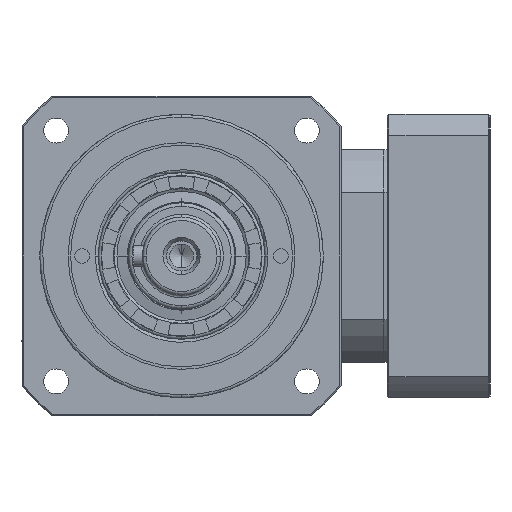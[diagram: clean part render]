
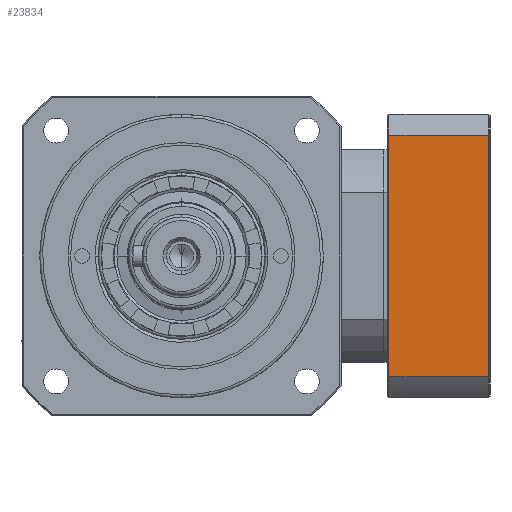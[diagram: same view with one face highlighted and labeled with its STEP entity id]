
A CAD part, left-side view. The second image highlights one B-rep face of the part: STEP entity #23834.
In plain terms, the highlighted face is planar.
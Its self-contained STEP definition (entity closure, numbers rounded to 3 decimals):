
#1921 = ORIENTED_EDGE ( 'NONE', *, *, #12718, .T. ) ;
#2473 = DIRECTION ( 'NONE',  ( 0., 0., -1. ) ) ;
#3061 = VERTEX_POINT ( 'NONE', #33171 ) ;
#3362 = CARTESIAN_POINT ( 'NONE',  ( 6., 40., 34.004 ) ) ;
#4303 = VERTEX_POINT ( 'NONE', #28200 ) ;
#5157 = AXIS2_PLACEMENT_3D ( 'NONE', #38491, #38431, #38345 ) ;
#5886 = VECTOR ( 'NONE', #41051, 1000. ) ;
#5976 = LINE ( 'NONE', #41441, #5886 ) ;
#6332 = VERTEX_POINT ( 'NONE', #9995 ) ;
#8208 = CARTESIAN_POINT ( 'NONE',  ( 34., 40., -2.966 ) ) ;
#9014 = EDGE_CURVE ( 'NONE', #3061, #24980, #13161, .T. ) ;
#9274 = CARTESIAN_POINT ( 'NONE',  ( 34., 40., 2.966 ) ) ;
#9453 = VECTOR ( 'NONE', #22031, 1000. ) ;
#9491 = LINE ( 'NONE', #22266, #9453 ) ;
#9995 = CARTESIAN_POINT ( 'NONE',  ( 6., 40., -34.004 ) ) ;
#11756 = EDGE_CURVE ( 'NONE', #24980, #25050, #31076, .T. ) ;
#12718 = EDGE_CURVE ( 'NONE', #25050, #4303, #25913, .T. ) ;
#13161 = LINE ( 'NONE', #26924, #13345 ) ;
#13345 = VECTOR ( 'NONE', #25498, 1000. ) ;
#13771 = ORIENTED_EDGE ( 'NONE', *, *, #11756, .T. ) ;
#14676 = ORIENTED_EDGE ( 'NONE', *, *, #29742, .F. ) ;
#15407 = EDGE_CURVE ( 'NONE', #6332, #30683, #5976, .T. ) ;
#15500 = DIRECTION ( 'NONE',  ( -1., 0., 0. ) ) ;
#15611 = CARTESIAN_POINT ( 'NONE',  ( 0., 40., 34.004 ) ) ;
#18273 = DIRECTION ( 'NONE',  ( 0., 0., -1. ) ) ;
#18378 = CARTESIAN_POINT ( 'NONE',  ( 34., 40., 40. ) ) ;
#21178 = EDGE_LOOP ( 'NONE', ( #29111, #13771, #1921, #14676, #21449, #32515 ) ) ;
#21449 = ORIENTED_EDGE ( 'NONE', *, *, #15407, .T. ) ;
#22031 = DIRECTION ( 'NONE',  ( 1., 0., 0. ) ) ;
#22266 = CARTESIAN_POINT ( 'NONE',  ( 0., 40., -34.004 ) ) ;
#23834 = ADVANCED_FACE ( 'NONE', ( #45746 ), #38528, .T. ) ;
#24980 = VERTEX_POINT ( 'NONE', #9274 ) ;
#25050 = VERTEX_POINT ( 'NONE', #8208 ) ;
#25498 = DIRECTION ( 'NONE',  ( 0., 0., -1. ) ) ;
#25564 = VECTOR ( 'NONE', #18273, 1000. ) ;
#25913 = LINE ( 'NONE', #18378, #25564 ) ;
#26100 = VECTOR ( 'NONE', #15500, 1000. ) ;
#26603 = LINE ( 'NONE', #15611, #26100 ) ;
#26924 = CARTESIAN_POINT ( 'NONE',  ( 34., 40., 40. ) ) ;
#27077 = EDGE_CURVE ( 'NONE', #3061, #30683, #26603, .T. ) ;
#28200 = CARTESIAN_POINT ( 'NONE',  ( 34., 40., -34.004 ) ) ;
#29111 = ORIENTED_EDGE ( 'NONE', *, *, #9014, .T. ) ;
#29742 = EDGE_CURVE ( 'NONE', #6332, #4303, #9491, .T. ) ;
#29894 = CARTESIAN_POINT ( 'NONE',  ( 34., 40., 40. ) ) ;
#30683 = VERTEX_POINT ( 'NONE', #3362 ) ;
#31076 = LINE ( 'NONE', #29894, #33835 ) ;
#32515 = ORIENTED_EDGE ( 'NONE', *, *, #27077, .F. ) ;
#33171 = CARTESIAN_POINT ( 'NONE',  ( 34., 40., 34.004 ) ) ;
#33835 = VECTOR ( 'NONE', #2473, 1000. ) ;
#38345 = DIRECTION ( 'NONE',  ( 0., 0., 1. ) ) ;
#38431 = DIRECTION ( 'NONE',  ( 0., 1., 0. ) ) ;
#38491 = CARTESIAN_POINT ( 'NONE',  ( -41.5, 40., 40. ) ) ;
#38528 = PLANE ( 'NONE',  #5157 ) ;
#41051 = DIRECTION ( 'NONE',  ( 0., 0., 1. ) ) ;
#41441 = CARTESIAN_POINT ( 'NONE',  ( 6., 40., 40. ) ) ;
#45746 = FACE_OUTER_BOUND ( 'NONE', #21178, .T. ) ;
